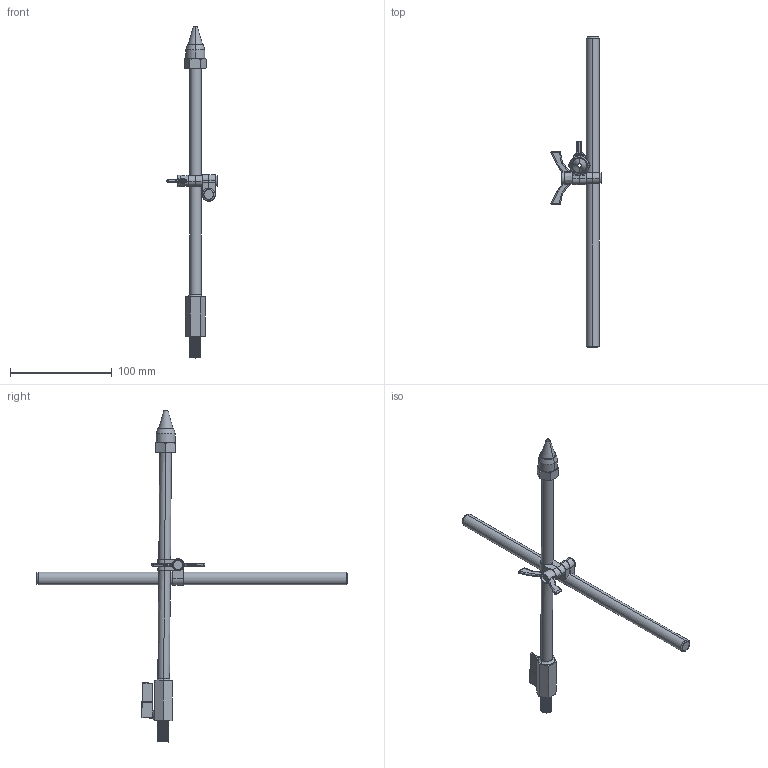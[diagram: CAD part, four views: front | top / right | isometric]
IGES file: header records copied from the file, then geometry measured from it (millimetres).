
Start section: SolidWorks IGES file using analytic representation for surfaces
Global section: file name: 19004A-47004.IGS; native system: SolidWorks 2020; preprocessor: SolidWorks 2020; author: andres; date: 230216.160059; units: inch
Bounding box: 49.2 x 304.8 x 326.02 mm (x, y, z)
Surface area: 43695.5 mm2 (no closed solid volume)
Topology: 0 solids, 0 shells, 336 faces, 5756 edges, 5742 vertices
Faces by surface type: revolution 222, bspline 114
